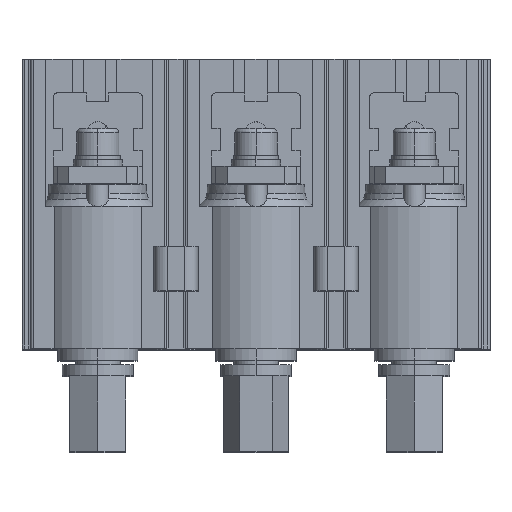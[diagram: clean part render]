
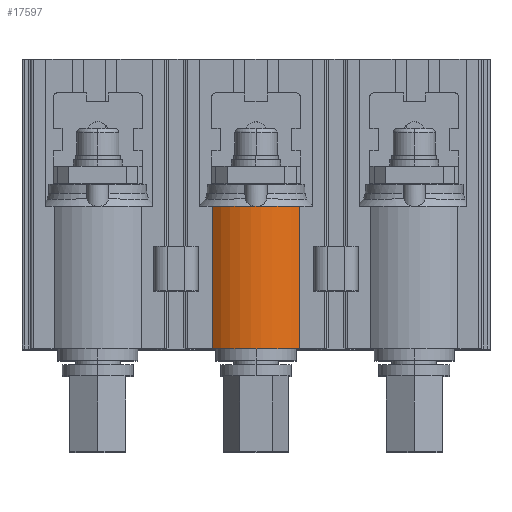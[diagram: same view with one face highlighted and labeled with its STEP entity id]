
A CAD part, top view. The second image highlights one B-rep face of the part: STEP entity #17597.
In plain terms, the highlighted cylindrical face has radius 14 mm (diameter 28 mm), a partial arc.
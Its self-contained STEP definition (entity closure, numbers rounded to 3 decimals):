
#295 = AXIS2_PLACEMENT_3D ( 'NONE', #20421, #17197, #23015 ) ;
#733 = FACE_OUTER_BOUND ( 'NONE', #34213, .T. ) ;
#848 = ORIENTED_EDGE ( 'NONE', *, *, #35276, .F. ) ;
#1393 = VERTEX_POINT ( 'NONE', #29550 ) ;
#1668 = AXIS2_PLACEMENT_3D ( 'NONE', #15087, #28168, #15297 ) ;
#3244 = LINE ( 'NONE', #29152, #41464 ) ;
#3985 = EDGE_CURVE ( 'NONE', #1393, #33491, #9394, .T. ) ;
#5270 = EDGE_CURVE ( 'NONE', #24978, #34482, #3244, .T. ) ;
#8942 = AXIS2_PLACEMENT_3D ( 'NONE', #9641, #22470, #16254 ) ;
#9394 = LINE ( 'NONE', #12820, #29790 ) ;
#9641 = CARTESIAN_POINT ( 'NONE',  ( 0., 32., 72.5 ) ) ;
#9676 = DIRECTION ( 'NONE',  ( 0., 1., 0. ) ) ;
#9966 = CARTESIAN_POINT ( 'NONE',  ( -9.798, 32., 82.5 ) ) ;
#9975 = CYLINDRICAL_SURFACE ( 'NONE', #295, 14. ) ;
#11899 = CARTESIAN_POINT ( 'NONE',  ( -9.798, 0., 82.5 ) ) ;
#12820 = CARTESIAN_POINT ( 'NONE',  ( 9.798, 71.598, 82.5 ) ) ;
#15087 = CARTESIAN_POINT ( 'NONE',  ( 0., 0., 72.5 ) ) ;
#15297 = DIRECTION ( 'NONE',  ( 0., 0., -1. ) ) ;
#16254 = DIRECTION ( 'NONE',  ( 0., 0., -1. ) ) ;
#16284 = EDGE_CURVE ( 'NONE', #33491, #24978, #31721, .T. ) ;
#17197 = DIRECTION ( 'NONE',  ( 0., -1., 0. ) ) ;
#17597 = ADVANCED_FACE ( 'NONE', ( #733 ), #9975, .T. ) ;
#20421 = CARTESIAN_POINT ( 'NONE',  ( 0., 71.598, 72.5 ) ) ;
#22470 = DIRECTION ( 'NONE',  ( 0., 1., 0. ) ) ;
#22621 = CIRCLE ( 'NONE', #8942, 14. ) ;
#23015 = DIRECTION ( 'NONE',  ( 0., 0., -1. ) ) ;
#24978 = VERTEX_POINT ( 'NONE', #11899 ) ;
#28168 = DIRECTION ( 'NONE',  ( 0., -1., 0. ) ) ;
#28870 = DIRECTION ( 'NONE',  ( 0., -1., 0. ) ) ;
#29152 = CARTESIAN_POINT ( 'NONE',  ( -9.798, 71.598, 82.5 ) ) ;
#29298 = ORIENTED_EDGE ( 'NONE', *, *, #16284, .F. ) ;
#29550 = CARTESIAN_POINT ( 'NONE',  ( 9.798, 32., 82.5 ) ) ;
#29790 = VECTOR ( 'NONE', #28870, 1000. ) ;
#31721 = CIRCLE ( 'NONE', #1668, 14. ) ;
#33491 = VERTEX_POINT ( 'NONE', #37704 ) ;
#34213 = EDGE_LOOP ( 'NONE', ( #37176, #848, #35242, #29298 ) ) ;
#34482 = VERTEX_POINT ( 'NONE', #9966 ) ;
#35242 = ORIENTED_EDGE ( 'NONE', *, *, #5270, .F. ) ;
#35276 = EDGE_CURVE ( 'NONE', #34482, #1393, #22621, .T. ) ;
#37176 = ORIENTED_EDGE ( 'NONE', *, *, #3985, .F. ) ;
#37704 = CARTESIAN_POINT ( 'NONE',  ( 9.798, 0., 82.5 ) ) ;
#41464 = VECTOR ( 'NONE', #9676, 1000. ) ;
